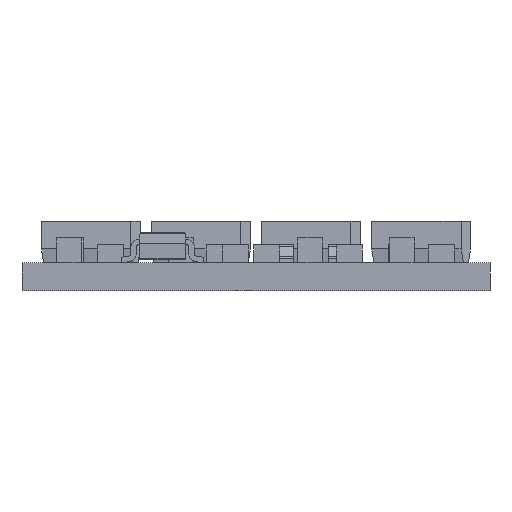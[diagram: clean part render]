
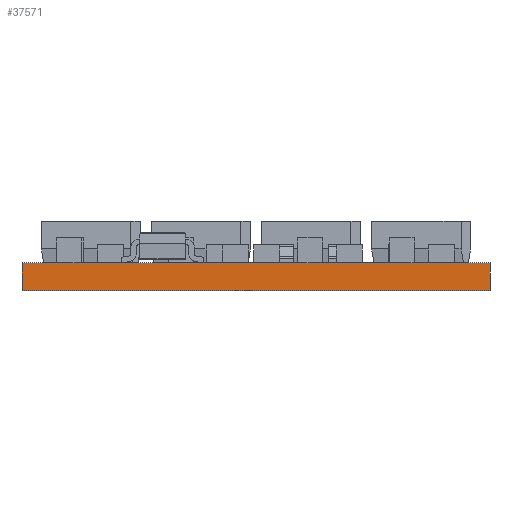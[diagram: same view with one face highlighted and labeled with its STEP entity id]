
A CAD part, front view. The second image highlights one B-rep face of the part: STEP entity #37571.
In plain terms, the highlighted planar face has unit normal (0, -1, 0).
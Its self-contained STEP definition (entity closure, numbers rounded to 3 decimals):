
#2530 = EDGE_CURVE ( 'NONE', #27034, #5003, #3827, .T. ) ;
#2734 = DIRECTION ( 'NONE',  ( 0., 0., -1. ) ) ;
#3092 = LINE ( 'NONE', #23041, #33344 ) ;
#3827 = LINE ( 'NONE', #23118, #28309 ) ;
#4305 = DIRECTION ( 'NONE',  ( 1., 0., 0. ) ) ;
#4615 = CARTESIAN_POINT ( 'NONE',  ( 17., 0., 1.016 ) ) ;
#4932 = LINE ( 'NONE', #38322, #12941 ) ;
#5003 = VERTEX_POINT ( 'NONE', #38732 ) ;
#7942 = VERTEX_POINT ( 'NONE', #8191 ) ;
#8191 = CARTESIAN_POINT ( 'NONE',  ( 0., 0., 1.016 ) ) ;
#8526 = PLANE ( 'NONE',  #31166 ) ;
#8676 = CARTESIAN_POINT ( 'NONE',  ( 0., 0., 1.016 ) ) ;
#9249 = ORIENTED_EDGE ( 'NONE', *, *, #10387, .F. ) ;
#10387 = EDGE_CURVE ( 'NONE', #7942, #27034, #33265, .T. ) ;
#11487 = VECTOR ( 'NONE', #31627, 1000. ) ;
#12662 = EDGE_CURVE ( 'NONE', #40315, #5003, #4932, .T. ) ;
#12941 = VECTOR ( 'NONE', #4305, 1000. ) ;
#14167 = FACE_OUTER_BOUND ( 'NONE', #18242, .T. ) ;
#15514 = DIRECTION ( 'NONE',  ( 0., 1., 0. ) ) ;
#18242 = EDGE_LOOP ( 'NONE', ( #39787, #40960, #9249, #41132 ) ) ;
#23041 = CARTESIAN_POINT ( 'NONE',  ( 0., 0., 1.016 ) ) ;
#23118 = CARTESIAN_POINT ( 'NONE',  ( 17., 0., 1.016 ) ) ;
#23738 = CARTESIAN_POINT ( 'NONE',  ( 0., 0., 0. ) ) ;
#24351 = CARTESIAN_POINT ( 'NONE',  ( 0., 0., 1.016 ) ) ;
#27034 = VERTEX_POINT ( 'NONE', #4615 ) ;
#28309 = VECTOR ( 'NONE', #33205, 1000. ) ;
#28881 = DIRECTION ( 'NONE',  ( 0., 0., 1. ) ) ;
#30619 = EDGE_CURVE ( 'NONE', #7942, #40315, #3092, .T. ) ;
#31166 = AXIS2_PLACEMENT_3D ( 'NONE', #8676, #15514, #28881 ) ;
#31627 = DIRECTION ( 'NONE',  ( 1., 0., 0. ) ) ;
#33205 = DIRECTION ( 'NONE',  ( 0., 0., -1. ) ) ;
#33265 = LINE ( 'NONE', #24351, #11487 ) ;
#33344 = VECTOR ( 'NONE', #2734, 1000. ) ;
#37571 = ADVANCED_FACE ( 'NONE', ( #14167 ), #8526, .F. ) ;
#38322 = CARTESIAN_POINT ( 'NONE',  ( 0., 0., 0. ) ) ;
#38732 = CARTESIAN_POINT ( 'NONE',  ( 17., 0., 0. ) ) ;
#39787 = ORIENTED_EDGE ( 'NONE', *, *, #12662, .T. ) ;
#40315 = VERTEX_POINT ( 'NONE', #23738 ) ;
#40960 = ORIENTED_EDGE ( 'NONE', *, *, #2530, .F. ) ;
#41132 = ORIENTED_EDGE ( 'NONE', *, *, #30619, .T. ) ;
